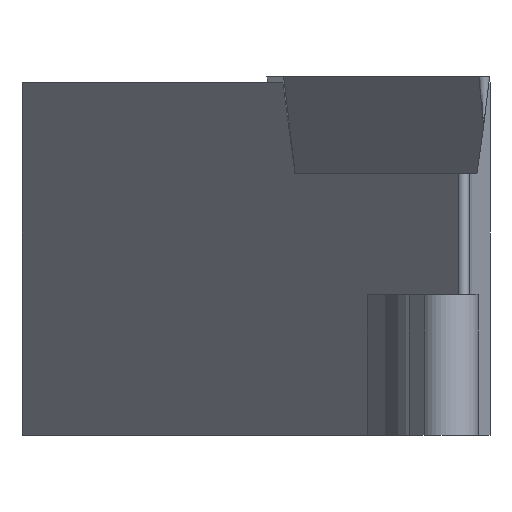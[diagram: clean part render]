
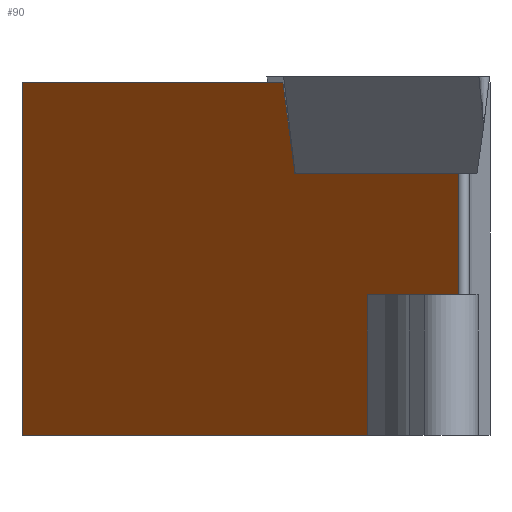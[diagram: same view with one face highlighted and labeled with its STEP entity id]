
A CAD part, left-side view. The second image highlights one B-rep face of the part: STEP entity #90.
In plain terms, the highlighted planar face has unit normal (-0.616, 0.788, 0).
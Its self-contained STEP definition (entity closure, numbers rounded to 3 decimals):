
#90=ADVANCED_FACE('',(#143),#120,.F.);
#120=PLANE('',#619);
#143=FACE_OUTER_BOUND('',#173,.T.);
#173=EDGE_LOOP('',(#222,#223,#224,#225,#226,#227,#228,#229));
#222=ORIENTED_EDGE('',*,*,#428,.F.);
#223=ORIENTED_EDGE('',*,*,#429,.T.);
#224=ORIENTED_EDGE('',*,*,#430,.T.);
#225=ORIENTED_EDGE('',*,*,#425,.F.);
#226=ORIENTED_EDGE('',*,*,#431,.F.);
#227=ORIENTED_EDGE('',*,*,#432,.F.);
#228=ORIENTED_EDGE('',*,*,#423,.F.);
#229=ORIENTED_EDGE('',*,*,#433,.T.);
#370=VERTEX_POINT('',#848);
#371=VERTEX_POINT('',#850);
#372=VERTEX_POINT('',#854);
#373=VERTEX_POINT('',#855);
#374=VERTEX_POINT('',#860);
#375=VERTEX_POINT('',#861);
#376=VERTEX_POINT('',#863);
#377=VERTEX_POINT('',#866);
#423=EDGE_CURVE('',#370,#371,#500,.T.);
#425=EDGE_CURVE('',#372,#373,#502,.T.);
#428=EDGE_CURVE('',#374,#375,#503,.T.);
#429=EDGE_CURVE('',#374,#376,#504,.T.);
#430=EDGE_CURVE('',#376,#373,#505,.T.);
#431=EDGE_CURVE('',#377,#372,#506,.T.);
#432=EDGE_CURVE('',#371,#377,#507,.T.);
#433=EDGE_CURVE('',#370,#375,#508,.T.);
#500=LINE('',#849,#562);
#502=LINE('',#853,#564);
#503=LINE('',#859,#565);
#504=LINE('',#862,#566);
#505=LINE('',#864,#567);
#506=LINE('',#865,#568);
#507=LINE('',#867,#569);
#508=LINE('',#868,#570);
#562=VECTOR('',#679,1.);
#564=VECTOR('',#683,1.);
#565=VECTOR('',#690,1.);
#566=VECTOR('',#691,1.);
#567=VECTOR('',#692,1.);
#568=VECTOR('',#693,1.);
#569=VECTOR('',#694,1.);
#570=VECTOR('',#695,1.);
#619=AXIS2_PLACEMENT_3D('',#869,#696,#697);
#679=DIRECTION('',(-0.788,-0.616,0.));
#683=DIRECTION('',(0.,0.,-1.));
#690=DIRECTION('',(0.788,0.616,0.));
#691=DIRECTION('',(0.,0.,1.));
#692=DIRECTION('',(-0.788,-0.616,0.));
#693=DIRECTION('',(-0.788,-0.616,0.));
#694=DIRECTION('',(-0.165,-0.129,-0.978));
#695=DIRECTION('',(0.,0.,-1.));
#696=DIRECTION('',(0.616,-0.788,0.));
#697=DIRECTION('',(0.788,0.616,0.));
#848=CARTESIAN_POINT('',(20.103,15.4,-0.2));
#849=CARTESIAN_POINT('',(1.731,1.046,-0.2));
#850=CARTESIAN_POINT('',(9.11,6.812,-0.2));
#853=CARTESIAN_POINT('',(1.731,1.046,-20.));
#854=CARTESIAN_POINT('',(1.731,1.046,-3.18));
#855=CARTESIAN_POINT('',(1.731,1.046,-7.18));
#859=CARTESIAN_POINT('',(1.731,1.046,-11.8));
#860=CARTESIAN_POINT('',(5.563,4.04,-11.8));
#861=CARTESIAN_POINT('',(20.103,15.4,-11.8));
#862=CARTESIAN_POINT('',(5.563,4.04,-88.518));
#863=CARTESIAN_POINT('',(5.563,4.04,-7.18));
#864=CARTESIAN_POINT('',(1.731,1.046,-7.18));
#865=CARTESIAN_POINT('',(1.731,1.046,-3.18));
#866=CARTESIAN_POINT('',(8.608,6.419,-3.18));
#867=CARTESIAN_POINT('',(5.593,4.064,-21.049));
#868=CARTESIAN_POINT('',(20.103,15.4,-20.));
#869=CARTESIAN_POINT('',(1.731,1.046,-20.));
